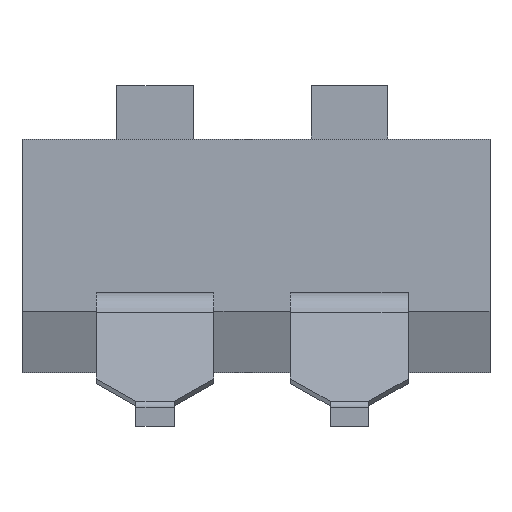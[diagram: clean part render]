
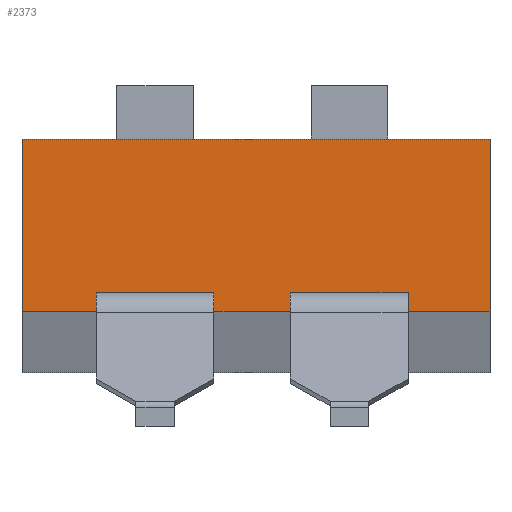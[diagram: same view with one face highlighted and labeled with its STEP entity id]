
A CAD part, front view. The second image highlights one B-rep face of the part: STEP entity #2373.
In plain terms, the highlighted planar face has unit normal (0, -1, 0).
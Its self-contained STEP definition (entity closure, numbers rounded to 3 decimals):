
#202=FACE_OUTER_BOUND('',#320,.T.);
#320=EDGE_LOOP('',(#2058,#2059,#2060,#2061,#2062,#2063,#2064,#2065,#2066,
#2067,#2068,#2069));
#402=LINE('',#3276,#674);
#406=LINE('',#3284,#678);
#424=LINE('',#3333,#696);
#474=LINE('',#3454,#746);
#478=LINE('',#3462,#750);
#496=LINE('',#3511,#768);
#539=LINE('',#3755,#811);
#587=LINE('',#3852,#859);
#588=LINE('',#3853,#860);
#589=LINE('',#3854,#861);
#592=LINE('',#3859,#864);
#593=LINE('',#3860,#865);
#674=VECTOR('',#2695,1.54);
#678=VECTOR('',#2701,0.25);
#696=VECTOR('',#2741,0.25);
#746=VECTOR('',#2867,1.54);
#750=VECTOR('',#2873,0.25);
#768=VECTOR('',#2913,0.25);
#811=VECTOR('',#2992,6.12);
#859=VECTOR('',#3078,1.07);
#860=VECTOR('',#3079,1.);
#861=VECTOR('',#3080,0.97);
#864=VECTOR('',#3087,2.25);
#865=VECTOR('',#3088,2.25);
#926=VERTEX_POINT('',#3274);
#927=VERTEX_POINT('',#3275);
#930=VERTEX_POINT('',#3283);
#950=VERTEX_POINT('',#3332);
#982=VERTEX_POINT('',#3452);
#983=VERTEX_POINT('',#3453);
#986=VERTEX_POINT('',#3461);
#1006=VERTEX_POINT('',#3510);
#1063=VERTEX_POINT('',#3749);
#1065=VERTEX_POINT('',#3753);
#1093=VERTEX_POINT('',#3846);
#1095=VERTEX_POINT('',#3850);
#1182=EDGE_CURVE('',#926,#927,#402,.T.);
#1186=EDGE_CURVE('',#930,#926,#406,.T.);
#1210=EDGE_CURVE('',#927,#950,#424,.T.);
#1270=EDGE_CURVE('',#982,#983,#474,.T.);
#1274=EDGE_CURVE('',#986,#982,#478,.T.);
#1298=EDGE_CURVE('',#983,#1006,#496,.T.);
#1369=EDGE_CURVE('',#1063,#1065,#539,.T.);
#1417=EDGE_CURVE('',#950,#1095,#587,.T.);
#1418=EDGE_CURVE('',#1006,#930,#588,.T.);
#1419=EDGE_CURVE('',#1093,#986,#589,.T.);
#1422=EDGE_CURVE('',#1095,#1063,#592,.T.);
#1423=EDGE_CURVE('',#1093,#1065,#593,.T.);
#2058=ORIENTED_EDGE('',*,*,#1210,.T.);
#2059=ORIENTED_EDGE('',*,*,#1417,.T.);
#2060=ORIENTED_EDGE('',*,*,#1422,.T.);
#2061=ORIENTED_EDGE('',*,*,#1369,.T.);
#2062=ORIENTED_EDGE('',*,*,#1423,.F.);
#2063=ORIENTED_EDGE('',*,*,#1419,.T.);
#2064=ORIENTED_EDGE('',*,*,#1274,.T.);
#2065=ORIENTED_EDGE('',*,*,#1270,.T.);
#2066=ORIENTED_EDGE('',*,*,#1298,.T.);
#2067=ORIENTED_EDGE('',*,*,#1418,.T.);
#2068=ORIENTED_EDGE('',*,*,#1186,.T.);
#2069=ORIENTED_EDGE('',*,*,#1182,.T.);
#2177=PLANE('',#2531);
#2373=ADVANCED_FACE('',(#202),#2177,.T.);
#2531=AXIS2_PLACEMENT_3D('',#3858,#3085,#3086);
#2695=DIRECTION('',(1.,0.,0.));
#2701=DIRECTION('',(0.,0.,1.));
#2741=DIRECTION('',(0.,0.,-1.));
#2867=DIRECTION('',(1.,0.,0.));
#2873=DIRECTION('',(0.,0.,1.));
#2913=DIRECTION('',(0.,0.,-1.));
#2992=DIRECTION('',(-1.,0.,0.));
#3078=DIRECTION('',(1.,0.,0.));
#3079=DIRECTION('',(1.,0.,0.));
#3080=DIRECTION('',(1.,0.,0.));
#3085=DIRECTION('center_axis',(0.,-1.,0.));
#3086=DIRECTION('ref_axis',(0.,0.,-1.));
#3087=DIRECTION('',(0.,0.,1.));
#3088=DIRECTION('',(0.,0.,1.));
#3274=CARTESIAN_POINT('',(0.45,-3.15,1.05));
#3275=CARTESIAN_POINT('',(1.99,-3.15,1.05));
#3276=CARTESIAN_POINT('',(0.45,-3.15,1.05));
#3283=CARTESIAN_POINT('',(0.45,-3.15,0.8));
#3284=CARTESIAN_POINT('',(0.45,-3.15,0.8));
#3332=CARTESIAN_POINT('',(1.99,-3.15,0.8));
#3333=CARTESIAN_POINT('',(1.99,-3.15,1.05));
#3452=CARTESIAN_POINT('',(-2.09,-3.15,1.05));
#3453=CARTESIAN_POINT('',(-0.55,-3.15,1.05));
#3454=CARTESIAN_POINT('',(-2.09,-3.15,1.05));
#3461=CARTESIAN_POINT('',(-2.09,-3.15,0.8));
#3462=CARTESIAN_POINT('',(-2.09,-3.15,0.8));
#3510=CARTESIAN_POINT('',(-0.55,-3.15,0.8));
#3511=CARTESIAN_POINT('',(-0.55,-3.15,1.05));
#3749=CARTESIAN_POINT('',(3.06,-3.15,3.05));
#3753=CARTESIAN_POINT('',(-3.06,-3.15,3.05));
#3755=CARTESIAN_POINT('',(3.06,-3.15,3.05));
#3846=CARTESIAN_POINT('',(-3.06,-3.15,0.8));
#3850=CARTESIAN_POINT('',(3.06,-3.15,0.8));
#3852=CARTESIAN_POINT('',(1.99,-3.15,0.8));
#3853=CARTESIAN_POINT('',(-0.55,-3.15,0.8));
#3854=CARTESIAN_POINT('',(-3.06,-3.15,0.8));
#3858=CARTESIAN_POINT('Origin',(-3.366,-3.15,3.163));
#3859=CARTESIAN_POINT('',(3.06,-3.15,0.8));
#3860=CARTESIAN_POINT('',(-3.06,-3.15,0.8));
